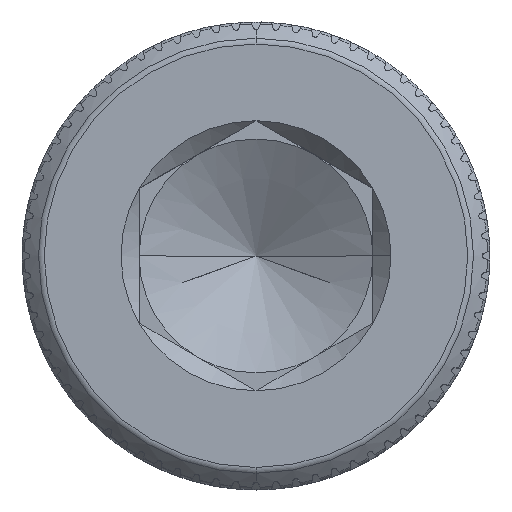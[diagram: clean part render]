
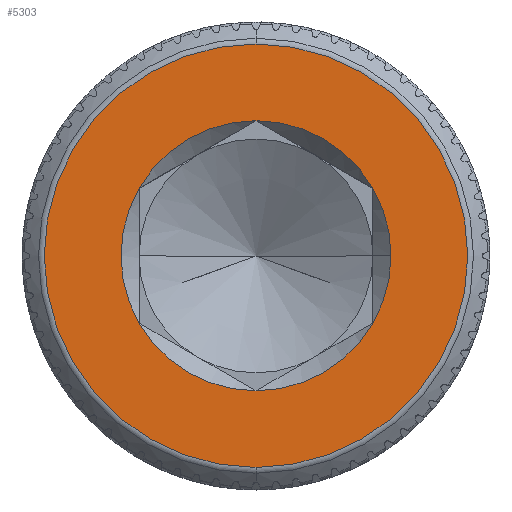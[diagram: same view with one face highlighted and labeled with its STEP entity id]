
A CAD part, top view. The second image highlights one B-rep face of the part: STEP entity #5303.
In plain terms, the highlighted planar face has unit normal (0, 0, 1).
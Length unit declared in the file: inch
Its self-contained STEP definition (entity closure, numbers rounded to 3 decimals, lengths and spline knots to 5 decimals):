
#3 = ORIENTED_EDGE ( 'NONE', *, *, #4450, .T. ) ;
#960 = VERTEX_POINT ( 'NONE', #11574 ) ;
#1374 = VERTEX_POINT ( 'NONE', #15839 ) ;
#1439 = AXIS2_PLACEMENT_3D ( 'NONE', #16562, #13196, #11684 ) ;
#1632 = ORIENTED_EDGE ( 'NONE', *, *, #19144, .F. ) ;
#1732 = EDGE_LOOP ( 'NONE', ( #3907, #3 ) ) ;
#1883 = CARTESIAN_POINT ( 'NONE',  ( 0., 0., 0.345 ) ) ;
#1924 = AXIS2_PLACEMENT_3D ( 'NONE', #17071, #9062, #7351 ) ;
#2164 = CARTESIAN_POINT ( 'NONE',  ( 0., 0., 0.345 ) ) ;
#2184 = AXIS2_PLACEMENT_3D ( 'NONE', #14547, #9282, #11309 ) ;
#2329 = EDGE_CURVE ( 'NONE', #9449, #17920, #16813, .T. ) ;
#2494 = ORIENTED_EDGE ( 'NONE', *, *, #9225, .F. ) ;
#3255 = VERTEX_POINT ( 'NONE', #15945 ) ;
#3272 = ORIENTED_EDGE ( 'NONE', *, *, #4041, .F. ) ;
#3520 = DIRECTION ( 'NONE',  ( 0., 0., 1. ) ) ;
#3907 = ORIENTED_EDGE ( 'NONE', *, *, #15943, .T. ) ;
#4026 = CARTESIAN_POINT ( 'NONE',  ( 0., 0.14148, 0.345 ) ) ;
#4041 = EDGE_CURVE ( 'NONE', #18043, #1374, #18565, .T. ) ;
#4237 = CIRCLE ( 'NONE', #13914, 0.09021 ) ;
#4325 = DIRECTION ( 'NONE',  ( 1., 0., 0. ) ) ;
#4450 = EDGE_CURVE ( 'NONE', #5685, #3255, #7772, .T. ) ;
#4601 = AXIS2_PLACEMENT_3D ( 'NONE', #7376, #18930, #4325 ) ;
#4715 = CARTESIAN_POINT ( 'NONE',  ( 0.09021, 0., 0.345 ) ) ;
#4742 = CARTESIAN_POINT ( 'NONE',  ( 0.07813, -0.04511, 0.345 ) ) ;
#4957 = CARTESIAN_POINT ( 'NONE',  ( 0.07812, 0.04511, 0.345 ) ) ;
#5303 = ADVANCED_FACE ( 'NONE', ( #11266, #21033 ), #6096, .F. ) ;
#5571 = DIRECTION ( 'NONE',  ( 1., 0., 0. ) ) ;
#5679 = EDGE_CURVE ( 'NONE', #1374, #960, #4237, .T. ) ;
#5685 = VERTEX_POINT ( 'NONE', #4026 ) ;
#6083 = EDGE_CURVE ( 'NONE', #9081, #18043, #14604, .T. ) ;
#6096 = PLANE ( 'NONE',  #10812 ) ;
#6320 = ORIENTED_EDGE ( 'NONE', *, *, #2329, .F. ) ;
#7259 = ORIENTED_EDGE ( 'NONE', *, *, #13604, .F. ) ;
#7351 = DIRECTION ( 'NONE',  ( 1., 0., 0. ) ) ;
#7376 = CARTESIAN_POINT ( 'NONE',  ( 0., 0., 0.345 ) ) ;
#7772 = CIRCLE ( 'NONE', #1439, 0.14148 ) ;
#7843 = DIRECTION ( 'NONE',  ( 0., 1., 0. ) ) ;
#8057 = CIRCLE ( 'NONE', #14940, 0.14148 ) ;
#8329 = DIRECTION ( 'NONE',  ( 0., -1., 0. ) ) ;
#9062 = DIRECTION ( 'NONE',  ( 0., 0., 1. ) ) ;
#9081 = VERTEX_POINT ( 'NONE', #4715 ) ;
#9225 = EDGE_CURVE ( 'NONE', #17920, #10544, #21272, .T. ) ;
#9263 = AXIS2_PLACEMENT_3D ( 'NONE', #11387, #11077, #9363 ) ;
#9282 = DIRECTION ( 'NONE',  ( 0., 0., 1. ) ) ;
#9363 = DIRECTION ( 'NONE',  ( 1., 0., 0. ) ) ;
#9449 = VERTEX_POINT ( 'NONE', #19891 ) ;
#9492 = AXIS2_PLACEMENT_3D ( 'NONE', #1883, #3520, #10033 ) ;
#10033 = DIRECTION ( 'NONE',  ( 1., 0., 0. ) ) ;
#10348 = DIRECTION ( 'NONE',  ( 0., 0., 1. ) ) ;
#10494 = CARTESIAN_POINT ( 'NONE',  ( 0., -0.09021, 0.345 ) ) ;
#10544 = VERTEX_POINT ( 'NONE', #4742 ) ;
#10812 = AXIS2_PLACEMENT_3D ( 'NONE', #11050, #11157, #7843 ) ;
#11050 = CARTESIAN_POINT ( 'NONE',  ( 0., 0.14148, 0.345 ) ) ;
#11077 = DIRECTION ( 'NONE',  ( 0., 0., 1. ) ) ;
#11157 = DIRECTION ( 'NONE',  ( 0., 0., -1. ) ) ;
#11266 = FACE_BOUND ( 'NONE', #18791, .T. ) ;
#11309 = DIRECTION ( 'NONE',  ( 1., 0., 0. ) ) ;
#11387 = CARTESIAN_POINT ( 'NONE',  ( 0., 0., 0.345 ) ) ;
#11522 = DIRECTION ( 'NONE',  ( 0., 0., 1. ) ) ;
#11574 = CARTESIAN_POINT ( 'NONE',  ( -0.07812, 0.04511, 0.345 ) ) ;
#11684 = DIRECTION ( 'NONE',  ( 0., -1., 0. ) ) ;
#11957 = CARTESIAN_POINT ( 'NONE',  ( 0., 0., 0.345 ) ) ;
#12238 = CARTESIAN_POINT ( 'NONE',  ( 0., 0., 0.345 ) ) ;
#13196 = DIRECTION ( 'NONE',  ( 0., 0., 1. ) ) ;
#13551 = ORIENTED_EDGE ( 'NONE', *, *, #5679, .F. ) ;
#13604 = EDGE_CURVE ( 'NONE', #10544, #9081, #18068, .T. ) ;
#13914 = AXIS2_PLACEMENT_3D ( 'NONE', #12238, #11522, #18851 ) ;
#14547 = CARTESIAN_POINT ( 'NONE',  ( 0., 0., 0.345 ) ) ;
#14604 = CIRCLE ( 'NONE', #4601, 0.09021 ) ;
#14940 = AXIS2_PLACEMENT_3D ( 'NONE', #11957, #10348, #8329 ) ;
#15485 = ORIENTED_EDGE ( 'NONE', *, *, #6083, .F. ) ;
#15839 = CARTESIAN_POINT ( 'NONE',  ( 0., 0.09021, 0.345 ) ) ;
#15943 = EDGE_CURVE ( 'NONE', #3255, #5685, #8057, .T. ) ;
#15945 = CARTESIAN_POINT ( 'NONE',  ( 0., -0.14148, 0.345 ) ) ;
#16041 = CIRCLE ( 'NONE', #9492, 0.09021 ) ;
#16562 = CARTESIAN_POINT ( 'NONE',  ( 0., 0., 0.345 ) ) ;
#16751 = AXIS2_PLACEMENT_3D ( 'NONE', #2164, #20390, #5571 ) ;
#16813 = CIRCLE ( 'NONE', #1924, 0.09021 ) ;
#17071 = CARTESIAN_POINT ( 'NONE',  ( 0., 0., 0.345 ) ) ;
#17920 = VERTEX_POINT ( 'NONE', #10494 ) ;
#18043 = VERTEX_POINT ( 'NONE', #4957 ) ;
#18068 = CIRCLE ( 'NONE', #2184, 0.09021 ) ;
#18565 = CIRCLE ( 'NONE', #9263, 0.09021 ) ;
#18791 = EDGE_LOOP ( 'NONE', ( #13551, #3272, #15485, #7259, #2494, #6320, #1632 ) ) ;
#18851 = DIRECTION ( 'NONE',  ( 1., 0., 0. ) ) ;
#18930 = DIRECTION ( 'NONE',  ( 0., 0., 1. ) ) ;
#19144 = EDGE_CURVE ( 'NONE', #960, #9449, #16041, .T. ) ;
#19891 = CARTESIAN_POINT ( 'NONE',  ( -0.07812, -0.04511, 0.345 ) ) ;
#20390 = DIRECTION ( 'NONE',  ( 0., 0., 1. ) ) ;
#21033 = FACE_OUTER_BOUND ( 'NONE', #1732, .T. ) ;
#21272 = CIRCLE ( 'NONE', #16751, 0.09021 ) ;
